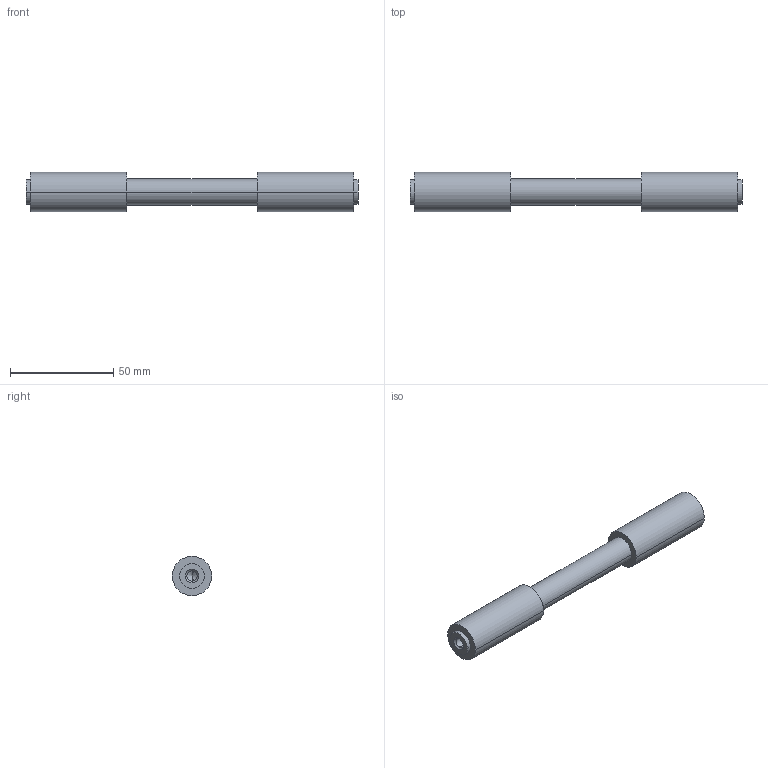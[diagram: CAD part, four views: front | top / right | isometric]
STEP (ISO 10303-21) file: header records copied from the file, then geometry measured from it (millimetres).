
FILE_DESCRIPTION (( 'STEP AP214' ), '1' );
FILE_NAME ('FT1128.STEP', '2025-05-28T20:15:50', ( '' ), ( '' ), 'SwSTEP 2.0', 'SolidWorks 2023', '' );
FILE_SCHEMA (( 'AUTOMOTIVE_DESIGN' ));
Length unit declared in the file: millimetre
Products named in the file (1): FT1128
Bounding box: 161 x 19.05 x 19.05 mm (x, y, z)
Volume: 34252.7 mm3; surface area: 9852.2 mm2
Topology: 1 solids, 1 shells, 28 faces, 58 edges, 34 vertices
Faces by surface type: cylinder 14, cone 8, plane 6
Entity records: 745 total; most frequent: DIRECTION 144, CARTESIAN_POINT 117, ORIENTED_EDGE 108, AXIS2_PLACEMENT_3D 61, EDGE_CURVE 54, VERTEX_POINT 34, EDGE_LOOP 34, CIRCLE 32
